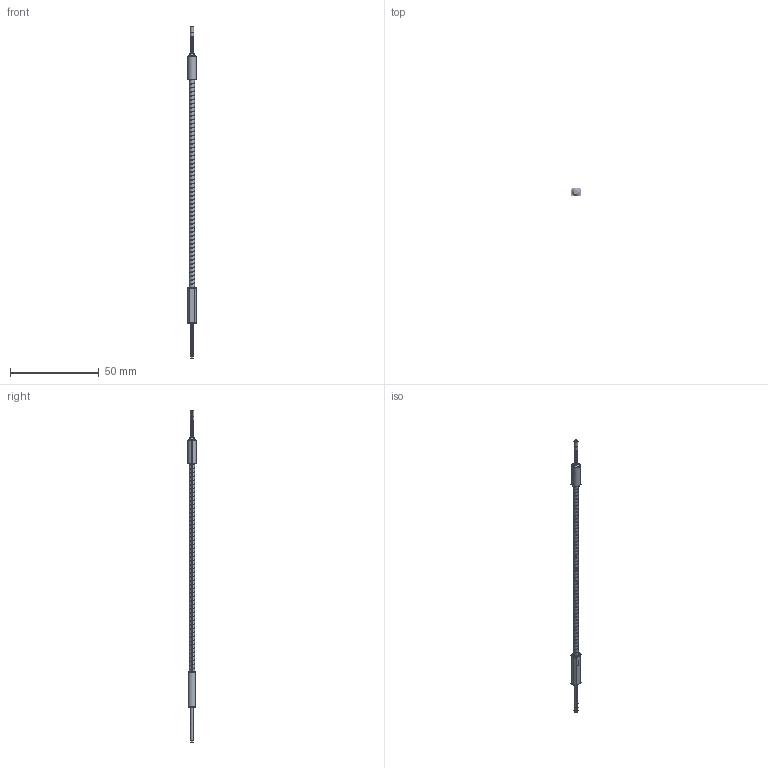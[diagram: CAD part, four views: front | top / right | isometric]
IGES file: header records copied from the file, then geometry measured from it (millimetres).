
Start section:  PTC IGES file: 188696.igs
Global section: file name: 188696.igs; native system: Creo Parametric by Parametric Technology Corporation; preprocessor: 2013230; author: pdmadmin; organization: Unknown; date: 20160112.150346; units: millimetre
Bounding box: 5.15 x 4.6 x 187.37 mm (x, y, z)
Volume: 847.8 mm3; surface area: 26479 mm2
Topology: 7 solids, 8 shells, 1048 faces, 5098 edges, 6536 vertices
Faces by surface type: revolution 880, bspline 168
